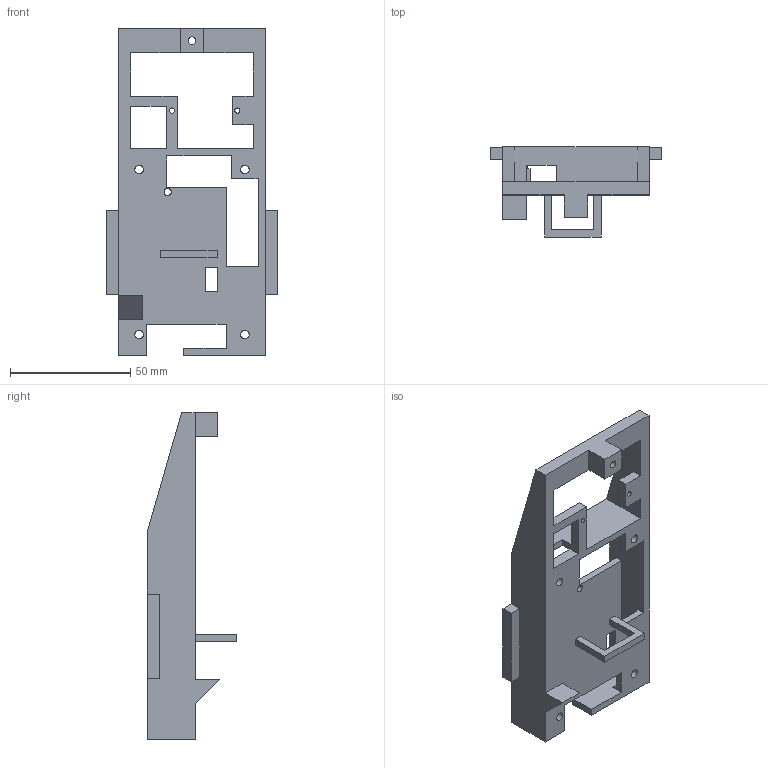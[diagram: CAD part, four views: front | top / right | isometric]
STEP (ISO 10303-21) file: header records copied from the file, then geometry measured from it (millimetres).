
FILE_DESCRIPTION(/* description */ ('Unknown'),/* implementation_level */ '2;1');
FILE_NAME(/* name */ 'PCB_CASE_V3_FRONT',/* time_stamp */ '2019-05-23T11:28:27-04:00',/* author */ ('Unknown'),/* organization */ ('Unknown'),/* preprocessor_version */ 'ST-DEVELOPER v16.7',/* originating_system */ 'DEX',/* authorisation */ $);
FILE_SCHEMA (('AUTOMOTIVE_DESIGN {1 0 10303 214 3 1 1}'));
Length unit declared in the file: millimetre
Products named in the file (1): PCB_CASE_V3_FRONT
Bounding box: 71 x 37.43 x 136 mm (x, y, z)
Volume: 39047.5 mm3; surface area: 26586.6 mm2
Topology: 1 solids, 1 shells, 89 faces, 268 edges, 177 vertices
Faces by surface type: plane 74, cylinder 15
Full cylindrical faces by diameter (mm): 2.156 x2, 3 x1, 3.2 x1, 3.6 x4
Entity records: 3778 total; most frequent: CARTESIAN_POINT 521, ORIENTED_EDGE 514, DIRECTION 463, EDGE_CURVE 257, LINE 231, VECTOR 231, VERTEX_POINT 174, EDGE_LOOP 121
